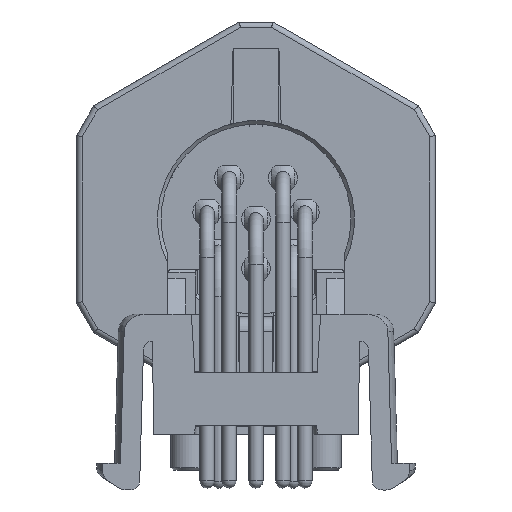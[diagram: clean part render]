
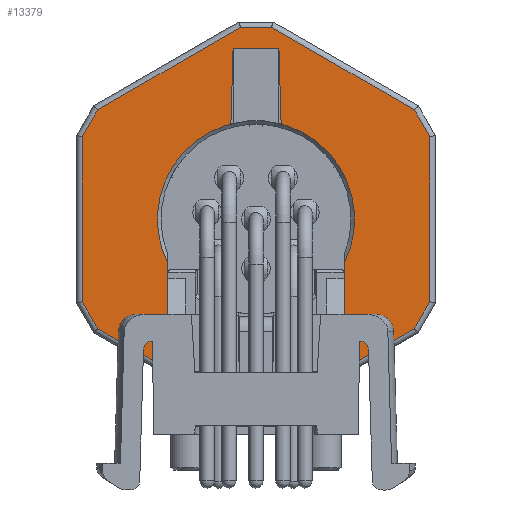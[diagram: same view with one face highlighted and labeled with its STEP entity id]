
A CAD part, left-side view. The second image highlights one B-rep face of the part: STEP entity #13379.
In plain terms, the highlighted planar face has unit normal (-1, 0, 0).
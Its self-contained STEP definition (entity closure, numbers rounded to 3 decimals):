
#388=PLANE('',#14454);
#1057=LINE('',#19720,#2306);
#1078=LINE('',#19779,#2327);
#1080=LINE('',#19791,#2329);
#1090=LINE('',#19826,#2339);
#1091=LINE('',#19827,#2340);
#1092=LINE('',#19828,#2341);
#1093=LINE('',#19829,#2342);
#1094=LINE('',#19830,#2343);
#1095=LINE('',#19832,#2344);
#1096=LINE('',#19834,#2345);
#1097=LINE('',#19836,#2346);
#1098=LINE('',#19838,#2347);
#1099=LINE('',#19840,#2348);
#1100=LINE('',#19842,#2349);
#1101=LINE('',#19844,#2350);
#1102=LINE('',#19846,#2351);
#2306=VECTOR('',#15989,1000.);
#2327=VECTOR('',#16032,1000.);
#2329=VECTOR('',#16046,1000.);
#2339=VECTOR('',#16080,1000.);
#2340=VECTOR('',#16081,1000.);
#2341=VECTOR('',#16082,1000.);
#2342=VECTOR('',#16083,1000.);
#2343=VECTOR('',#16084,1000.);
#2344=VECTOR('',#16085,1000.);
#2345=VECTOR('',#16086,1000.);
#2346=VECTOR('',#16087,1000.);
#2347=VECTOR('',#16088,1000.);
#2348=VECTOR('',#16089,1000.);
#2349=VECTOR('',#16090,1000.);
#2350=VECTOR('',#16091,1000.);
#2351=VECTOR('',#16092,1000.);
#3920=ORIENTED_EDGE('',*,*,#7558,.T.);
#3921=ORIENTED_EDGE('',*,*,#7609,.T.);
#3922=ORIENTED_EDGE('',*,*,#7546,.T.);
#3923=ORIENTED_EDGE('',*,*,#7610,.T.);
#3924=ORIENTED_EDGE('',*,*,#7591,.F.);
#3925=ORIENTED_EDGE('',*,*,#7611,.F.);
#3926=ORIENTED_EDGE('',*,*,#7544,.T.);
#3927=ORIENTED_EDGE('',*,*,#7612,.F.);
#3928=ORIENTED_EDGE('',*,*,#7585,.T.);
#3929=ORIENTED_EDGE('',*,*,#7613,.T.);
#3930=ORIENTED_EDGE('',*,*,#7614,.T.);
#3931=ORIENTED_EDGE('',*,*,#7615,.T.);
#3932=ORIENTED_EDGE('',*,*,#7616,.T.);
#3933=ORIENTED_EDGE('',*,*,#7617,.T.);
#3934=ORIENTED_EDGE('',*,*,#7618,.T.);
#3935=ORIENTED_EDGE('',*,*,#7619,.T.);
#3936=ORIENTED_EDGE('',*,*,#7620,.T.);
#3937=ORIENTED_EDGE('',*,*,#7621,.T.);
#7544=EDGE_CURVE('',#9440,#9439,#10720,.T.);
#7546=EDGE_CURVE('',#9431,#9441,#10722,.T.);
#7558=EDGE_CURVE('',#9452,#9450,#1057,.F.);
#7585=EDGE_CURVE('',#9473,#9474,#1078,.F.);
#7591=EDGE_CURVE('',#9475,#9477,#1080,.T.);
#7609=EDGE_CURVE('',#9450,#9431,#1090,.T.);
#7610=EDGE_CURVE('',#9441,#9477,#1091,.T.);
#7611=EDGE_CURVE('',#9440,#9475,#1092,.T.);
#7612=EDGE_CURVE('',#9473,#9439,#1093,.T.);
#7613=EDGE_CURVE('',#9474,#9490,#1094,.F.);
#7614=EDGE_CURVE('',#9490,#9491,#1095,.F.);
#7615=EDGE_CURVE('',#9491,#9492,#1096,.F.);
#7616=EDGE_CURVE('',#9492,#9493,#1097,.F.);
#7617=EDGE_CURVE('',#9493,#9494,#1098,.F.);
#7618=EDGE_CURVE('',#9494,#9495,#1099,.F.);
#7619=EDGE_CURVE('',#9495,#9496,#1100,.F.);
#7620=EDGE_CURVE('',#9496,#9497,#1101,.F.);
#7621=EDGE_CURVE('',#9497,#9452,#1102,.F.);
#9431=VERTEX_POINT('',#19672);
#9439=VERTEX_POINT('',#19691);
#9440=VERTEX_POINT('',#19693);
#9441=VERTEX_POINT('',#19695);
#9450=VERTEX_POINT('',#19718);
#9452=VERTEX_POINT('',#19721);
#9473=VERTEX_POINT('',#19780);
#9474=VERTEX_POINT('',#19781);
#9475=VERTEX_POINT('',#19789);
#9477=VERTEX_POINT('',#19792);
#9490=VERTEX_POINT('',#19831);
#9491=VERTEX_POINT('',#19833);
#9492=VERTEX_POINT('',#19835);
#9493=VERTEX_POINT('',#19837);
#9494=VERTEX_POINT('',#19839);
#9495=VERTEX_POINT('',#19841);
#9496=VERTEX_POINT('',#19843);
#9497=VERTEX_POINT('',#19845);
#10720=CIRCLE('',#14420,5.5);
#10722=CIRCLE('',#14422,5.5);
#11202=EDGE_LOOP('',(#3920,#3921,#3922,#3923,#3924,#3925,#3926,#3927,#3928,
#3929,#3930,#3931,#3932,#3933,#3934,#3935,#3936,#3937));
#12222=FACE_BOUND('',#11202,.T.);
#13379=ADVANCED_FACE('',(#12222),#388,.F.);
#14420=AXIS2_PLACEMENT_3D('',#19692,#15967,#15968);
#14422=AXIS2_PLACEMENT_3D('',#19696,#15971,#15972);
#14454=AXIS2_PLACEMENT_3D('',#19825,#16078,#16079);
#15967=DIRECTION('',(1.,0.,0.));
#15968=DIRECTION('',(0.,0.,-1.));
#15971=DIRECTION('',(1.,0.,0.));
#15972=DIRECTION('',(0.,0.,-1.));
#15989=DIRECTION('',(0.,0.5,-0.866));
#16032=DIRECTION('',(0.,-0.5,-0.866));
#16046=DIRECTION('',(0.,0.,-1.));
#16078=DIRECTION('',(1.,0.,0.));
#16079=DIRECTION('',(0.,0.,-1.));
#16080=DIRECTION('',(0.,1.,0.));
#16081=DIRECTION('',(0.,1.,0.));
#16082=DIRECTION('',(0.,1.,0.));
#16083=DIRECTION('',(0.,1.,0.));
#16084=DIRECTION('',(0.,-0.866,-0.5));
#16085=DIRECTION('',(0.,-1.,0.));
#16086=DIRECTION('',(0.,-0.866,0.5));
#16087=DIRECTION('',(0.,-0.5,0.866));
#16088=DIRECTION('',(0.,0.,1.));
#16089=DIRECTION('',(0.,0.5,0.866));
#16090=DIRECTION('',(0.,0.866,0.5));
#16091=DIRECTION('',(0.,1.,0.));
#16092=DIRECTION('',(0.,0.866,-0.5));
#19672=CARTESIAN_POINT('',(-1.5,-2.438,-4.93));
#19691=CARTESIAN_POINT('',(-1.5,-2.438,4.93));
#19692=CARTESIAN_POINT('',(-1.5,0.,0.));
#19693=CARTESIAN_POINT('',(-1.5,5.442,0.799));
#19695=CARTESIAN_POINT('',(-1.5,5.442,-0.799));
#19696=CARTESIAN_POINT('',(-1.5,0.,0.));
#19718=CARTESIAN_POINT('',(-1.5,-8.354,-4.93));
#19720=CARTESIAN_POINT('',(-1.5,-8.4,-4.85));
#19721=CARTESIAN_POINT('',(-1.5,-6.101,-8.833));
#19779=CARTESIAN_POINT('',(-1.5,-8.4,4.85));
#19780=CARTESIAN_POINT('',(-1.5,-8.354,4.93));
#19781=CARTESIAN_POINT('',(-1.5,-6.101,8.833));
#19789=CARTESIAN_POINT('',(-1.5,9.537,0.799));
#19791=CARTESIAN_POINT('',(-1.5,9.537,1.2));
#19792=CARTESIAN_POINT('',(-1.5,9.537,-0.799));
#19825=CARTESIAN_POINT('',(-1.5,0.,0.));
#19826=CARTESIAN_POINT('',(-1.5,-10.,-4.93));
#19827=CARTESIAN_POINT('',(-1.5,5.319,-0.799));
#19828=CARTESIAN_POINT('',(-1.5,5.319,0.799));
#19829=CARTESIAN_POINT('',(-1.5,-10.,4.93));
#19830=CARTESIAN_POINT('',(-1.5,-5.35,9.266));
#19831=CARTESIAN_POINT('',(-1.5,-4.599,9.7));
#19832=CARTESIAN_POINT('',(-1.5,0.,9.7));
#19833=CARTESIAN_POINT('',(-1.5,4.599,9.7));
#19834=CARTESIAN_POINT('',(-1.5,5.35,9.266));
#19835=CARTESIAN_POINT('',(-1.5,6.101,8.833));
#19836=CARTESIAN_POINT('',(-1.5,8.4,4.85));
#19837=CARTESIAN_POINT('',(-1.5,10.7,0.867));
#19838=CARTESIAN_POINT('',(-1.5,10.7,0.));
#19839=CARTESIAN_POINT('',(-1.5,10.7,-0.867));
#19840=CARTESIAN_POINT('',(-1.5,8.4,-4.85));
#19841=CARTESIAN_POINT('',(-1.5,6.101,-8.833));
#19842=CARTESIAN_POINT('',(-1.5,5.35,-9.266));
#19843=CARTESIAN_POINT('',(-1.5,4.599,-9.7));
#19844=CARTESIAN_POINT('',(-1.5,0.,-9.7));
#19845=CARTESIAN_POINT('',(-1.5,-4.599,-9.7));
#19846=CARTESIAN_POINT('',(-1.5,-5.35,-9.266));
